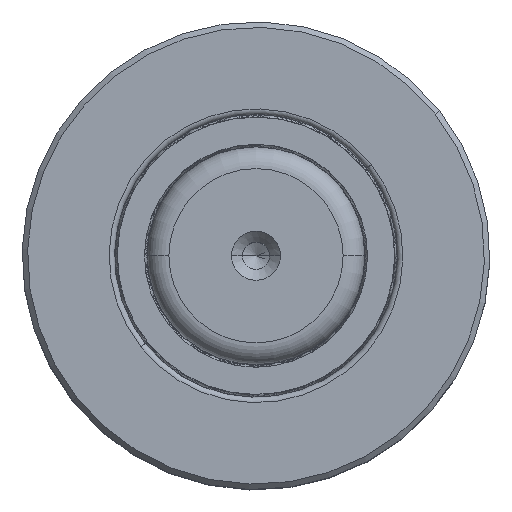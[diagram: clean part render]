
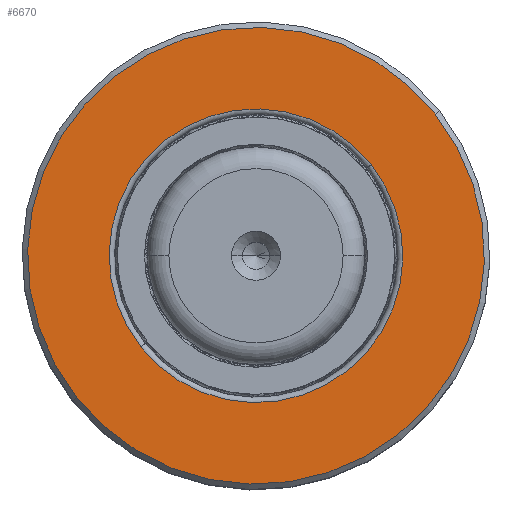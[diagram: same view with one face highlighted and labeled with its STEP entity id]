
A CAD part, top view. The second image highlights one B-rep face of the part: STEP entity #6670.
In plain terms, the highlighted face is planar.
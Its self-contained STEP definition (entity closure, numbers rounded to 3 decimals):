
#83 = VERTEX_POINT ( 'NONE', #21922 ) ;
#96 = EDGE_LOOP ( 'NONE', ( #11728, #18272 ) ) ;
#1067 = CARTESIAN_POINT ( 'NONE',  ( 0., 15.687, 0. ) ) ;
#1093 = DIRECTION ( 'NONE',  ( 0., 0., 1. ) ) ;
#1215 = CARTESIAN_POINT ( 'NONE',  ( 21., 15.687, 0. ) ) ;
#3904 = FACE_OUTER_BOUND ( 'NONE', #19487, .T. ) ;
#5463 = DIRECTION ( 'NONE',  ( 0., -1., 0. ) ) ;
#6013 = EDGE_CURVE ( 'NONE', #11965, #83, #32096, .T. ) ;
#6670 = ADVANCED_FACE ( 'NONE', ( #20271, #3904 ), #6747, .T. ) ;
#6723 = DIRECTION ( 'NONE',  ( 0., -1., 0. ) ) ;
#6747 = PLANE ( 'NONE',  #31574 ) ;
#8129 = CARTESIAN_POINT ( 'NONE',  ( 0., 15.687, -21. ) ) ;
#8512 = DIRECTION ( 'NONE',  ( 0., 0., -1. ) ) ;
#9266 = AXIS2_PLACEMENT_3D ( 'NONE', #10898, #28571, #8512 ) ;
#9459 = VERTEX_POINT ( 'NONE', #22984 ) ;
#9623 = DIRECTION ( 'NONE',  ( 0., 0., -1. ) ) ;
#9893 = CARTESIAN_POINT ( 'NONE',  ( 0., 15.687, 0. ) ) ;
#10023 = DIRECTION ( 'NONE',  ( 0., -1., 0. ) ) ;
#10898 = CARTESIAN_POINT ( 'NONE',  ( 0., 15.687, 0. ) ) ;
#10901 = CIRCLE ( 'NONE', #30972, 13.5 ) ;
#11560 = ORIENTED_EDGE ( 'NONE', *, *, #13176, .F. ) ;
#11728 = ORIENTED_EDGE ( 'NONE', *, *, #19321, .T. ) ;
#11965 = VERTEX_POINT ( 'NONE', #8129 ) ;
#12197 = ORIENTED_EDGE ( 'NONE', *, *, #6013, .F. ) ;
#12325 = CIRCLE ( 'NONE', #9266, 13.5 ) ;
#13176 = EDGE_CURVE ( 'NONE', #83, #11965, #30101, .T. ) ;
#14236 = EDGE_CURVE ( 'NONE', #32037, #9459, #12325, .T. ) ;
#15877 = DIRECTION ( 'NONE',  ( 0., 0., -1. ) ) ;
#18272 = ORIENTED_EDGE ( 'NONE', *, *, #14236, .T. ) ;
#19321 = EDGE_CURVE ( 'NONE', #9459, #32037, #10901, .T. ) ;
#19487 = EDGE_LOOP ( 'NONE', ( #12197, #11560 ) ) ;
#19952 = DIRECTION ( 'NONE',  ( 0., 0., -1. ) ) ;
#20271 = FACE_BOUND ( 'NONE', #96, .T. ) ;
#20715 = AXIS2_PLACEMENT_3D ( 'NONE', #22902, #5463, #19952 ) ;
#21922 = CARTESIAN_POINT ( 'NONE',  ( 0., 15.687, 21. ) ) ;
#22902 = CARTESIAN_POINT ( 'NONE',  ( 0., 15.687, 0. ) ) ;
#22984 = CARTESIAN_POINT ( 'NONE',  ( 0., 15.687, -13.5 ) ) ;
#25986 = AXIS2_PLACEMENT_3D ( 'NONE', #1067, #6723, #9623 ) ;
#28571 = DIRECTION ( 'NONE',  ( 0., -1., 0. ) ) ;
#30101 = CIRCLE ( 'NONE', #20715, 21. ) ;
#30972 = AXIS2_PLACEMENT_3D ( 'NONE', #9893, #10023, #15877 ) ;
#31574 = AXIS2_PLACEMENT_3D ( 'NONE', #1215, #32887, #1093 ) ;
#32037 = VERTEX_POINT ( 'NONE', #32986 ) ;
#32096 = CIRCLE ( 'NONE', #25986, 21. ) ;
#32887 = DIRECTION ( 'NONE',  ( 0., 1., 0. ) ) ;
#32986 = CARTESIAN_POINT ( 'NONE',  ( 0., 15.687, 13.5 ) ) ;
